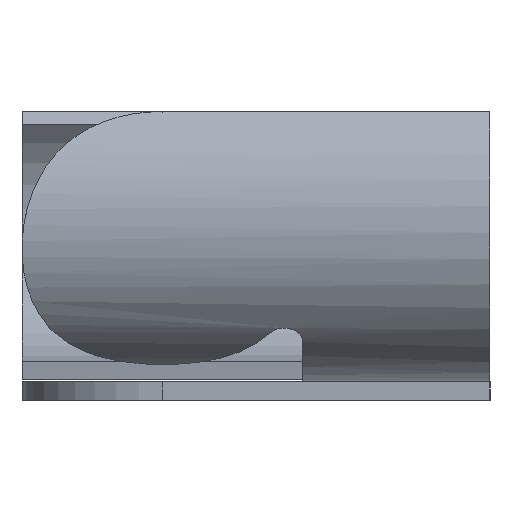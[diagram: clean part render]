
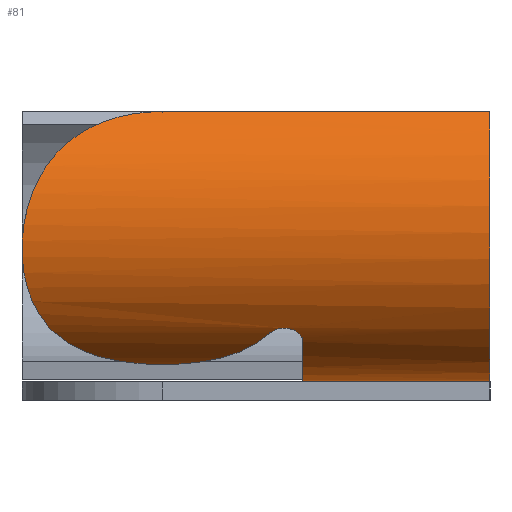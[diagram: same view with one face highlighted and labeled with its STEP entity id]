
A CAD part, left-side view. The second image highlights one B-rep face of the part: STEP entity #81.
In plain terms, the highlighted cylindrical face has radius 17 mm (diameter 34 mm), a partial arc.
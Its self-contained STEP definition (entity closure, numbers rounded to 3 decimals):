
#81=ADVANCED_FACE('',(#163),#164,.T.);
#163=FACE_OUTER_BOUND('',#384,.T.);
#164=CYLINDRICAL_SURFACE('',#385,17.0);
#384=EDGE_LOOP('',(#518,#519,#520,#521,#522,#523));
#385=AXIS2_PLACEMENT_3D('',#524,#525,#526);
#518=ORIENTED_EDGE('',*,*,#638,.T.);
#519=ORIENTED_EDGE('',*,*,#652,.F.);
#520=ORIENTED_EDGE('',*,*,#674,.F.);
#521=ORIENTED_EDGE('',*,*,#671,.F.);
#522=ORIENTED_EDGE('',*,*,#668,.F.);
#523=ORIENTED_EDGE('',*,*,#659,.F.);
#524=CARTESIAN_POINT('',(187.5,125.0,17.0));
#525=DIRECTION('',(0.0,1.0,0.0));
#526=DIRECTION('',(0.0,0.0,-1.0));
#638=EDGE_CURVE('',#724,#725,#726,.T.);
#652=EDGE_CURVE('',#750,#725,#751,.T.);
#659=EDGE_CURVE('',#724,#760,#761,.T.);
#668=EDGE_CURVE('',#760,#772,#773,.T.);
#671=EDGE_CURVE('',#772,#776,#777,.T.);
#674=EDGE_CURVE('',#776,#750,#780,.T.);
#724=VERTEX_POINT('',#850);
#725=VERTEX_POINT('',#851);
#726=LINE('',#852,#853);
#750=VERTEX_POINT('',#882);
#751=CIRCLE('',#883,17.0);
#760=VERTEX_POINT('',#895);
#761=CIRCLE('',#896,17.0);
#772=VERTEX_POINT('',#939);
#773=B_SPLINE_CURVE_WITH_KNOTS('',3,(#940,#941,#942,#943,#944,#945,#946,#947,#948),.UNSPECIFIED.,.F.,.F.,(4,1,1,1,1,1,4),(-1.221,-0.763,-0.305,0.153,0.61,0.916,1.221),.UNSPECIFIED.);
#776=VERTEX_POINT('',#952);
#777=B_SPLINE_CURVE_WITH_KNOTS('',3,(#953,#954,#955,#956,#957,#958,#959,#960,#961,#962,#963,#964,#965,#966,#967,#968,#969,#970,#971,#972,#973,#974),.UNSPECIFIED.,.F.,.F.,(4,1,1,1,1,1,1,1,1,1,1,1,1,1,1,1,1,1,1,4),(-2.006,-1.755,-1.505,-1.254,-1.003,-0.752,-0.502,-0.251,-0.125,0.,0.188,0.376,0.564,0.752,0.878,1.003,1.254,1.505,1.755,2.006),.UNSPECIFIED.);
#780=LINE('',#978,#979);
#850=CARTESIAN_POINT('',(187.5,145.0,0.0));
#851=CARTESIAN_POINT('',(187.5,125.0,0.0));
#852=CARTESIAN_POINT('',(187.5,125.0,0.0));
#853=VECTOR('',#1071,1.0);
#882=CARTESIAN_POINT('',(175.331,125.0,28.87));
#883=AXIS2_PLACEMENT_3D('',#1095,#1096,#1097);
#895=CARTESIAN_POINT('',(176.27,145.0,4.237));
#896=AXIS2_PLACEMENT_3D('',#1107,#1108,#1109);
#939=CARTESIAN_POINT('',(175.28,148.529,5.182));
#940=CARTESIAN_POINT('',(176.27,145.0,4.237));
#941=CARTESIAN_POINT('',(176.027,145.,4.451));
#942=CARTESIAN_POINT('',(175.553,145.142,4.895));
#943=CARTESIAN_POINT('',(175.019,145.738,5.453));
#944=CARTESIAN_POINT('',(174.745,146.594,5.761));
#945=CARTESIAN_POINT('',(174.763,147.428,5.74));
#946=CARTESIAN_POINT('',(174.968,148.088,5.511));
#947=CARTESIAN_POINT('',(175.165,148.398,5.301));
#948=CARTESIAN_POINT('',(175.28,148.529,5.182));
#952=CARTESIAN_POINT('',(175.331,160.0,28.87));
#953=CARTESIAN_POINT('',(175.28,148.529,5.182));
#954=CARTESIAN_POINT('',(175.988,149.337,4.45));
#955=CARTESIAN_POINT('',(177.384,151.195,3.272));
#956=CARTESIAN_POINT('',(179.004,154.532,2.253));
#957=CARTESIAN_POINT('',(179.869,158.211,1.808));
#958=CARTESIAN_POINT('',(179.843,162.002,1.82));
#959=CARTESIAN_POINT('',(178.931,165.668,2.293));
#960=CARTESIAN_POINT('',(177.275,168.979,3.35));
#961=CARTESIAN_POINT('',(175.517,171.27,4.862));
#962=CARTESIAN_POINT('',(174.094,172.737,6.501));
#963=CARTESIAN_POINT('',(172.908,173.787,8.179));
#964=CARTESIAN_POINT('',(171.734,174.63,10.421));
#965=CARTESIAN_POINT('',(170.824,175.062,13.266));
#966=CARTESIAN_POINT('',(170.428,174.963,16.26));
#967=CARTESIAN_POINT('',(170.548,174.407,18.877));
#968=CARTESIAN_POINT('',(170.947,173.592,21.013));
#969=CARTESIAN_POINT('',(171.62,172.376,23.254));
#970=CARTESIAN_POINT('',(172.745,170.358,25.591));
#971=CARTESIAN_POINT('',(174.107,167.287,27.528));
#972=CARTESIAN_POINT('',(175.093,163.761,28.633));
#973=CARTESIAN_POINT('',(175.331,161.254,28.87));
#974=CARTESIAN_POINT('',(175.331,160.0,28.87));
#978=CARTESIAN_POINT('',(175.331,125.0,28.87));
#979=VECTOR('',#1115,1.0);
#1071=DIRECTION('',(-0.0,-1.0,-0.0));
#1095=CARTESIAN_POINT('',(187.5,125.0,17.0));
#1096=DIRECTION('',(0.0,-1.0,0.0));
#1097=DIRECTION('',(0.0,0.0,-1.0));
#1107=CARTESIAN_POINT('',(187.5,145.0,17.0));
#1108=DIRECTION('',(0.,1.0,0.));
#1109=DIRECTION('',(0.,0.,-1.0));
#1115=DIRECTION('',(0.0,-1.0,0.0));
